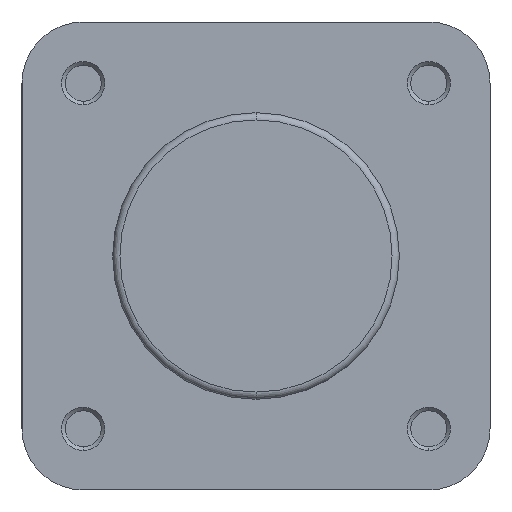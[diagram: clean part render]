
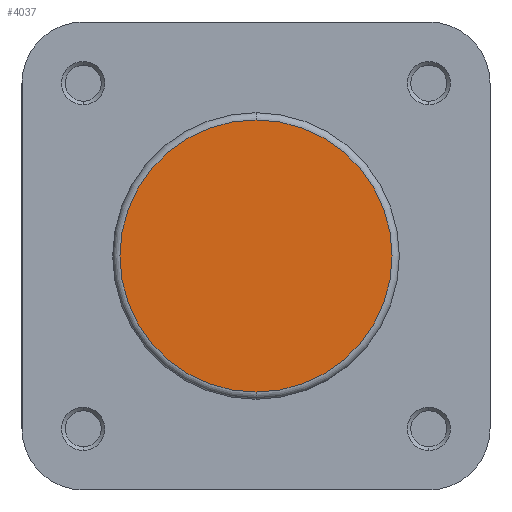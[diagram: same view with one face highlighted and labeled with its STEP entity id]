
A CAD part, left-side view. The second image highlights one B-rep face of the part: STEP entity #4037.
In plain terms, the highlighted planar face has unit normal (-1, 0, 0).
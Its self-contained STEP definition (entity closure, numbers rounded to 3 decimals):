
#264 = VERTEX_POINT ( 'NONE', #4862 ) ;
#267 = VERTEX_POINT ( 'NONE', #4865 ) ;
#517 = ORIENTED_EDGE ( 'NONE', *, *, #1461, .T. ) ;
#518 = ORIENTED_EDGE ( 'NONE', *, *, #1522, .T. ) ;
#1010 = CIRCLE ( 'NONE', #1913, 18.9 ) ;
#1103 = CIRCLE ( 'NONE', #1942, 18.9 ) ;
#1461 = EDGE_CURVE ( 'NONE', #264, #267, #1010, .T. ) ;
#1522 = EDGE_CURVE ( 'NONE', #267, #264, #1103, .T. ) ;
#1913 = AXIS2_PLACEMENT_3D ( 'NONE', #4963, #4964, #4965 ) ;
#1942 = AXIS2_PLACEMENT_3D ( 'NONE', #5111, #5118, #5119 ) ;
#2261 = AXIS2_PLACEMENT_3D ( 'NONE', #3505, #3513, #3514 ) ;
#2764 = FACE_OUTER_BOUND ( 'NONE', #4288, .T. ) ;
#3498 = PLANE ( 'NONE',  #2261 ) ;
#3505 = CARTESIAN_POINT ( 'NONE',  ( 21., 19.9, 0. ) ) ;
#3513 = DIRECTION ( 'NONE',  ( 1., 0., 0. ) ) ;
#3514 = DIRECTION ( 'NONE',  ( 0., 0., -1. ) ) ;
#4037 = ADVANCED_FACE ( 'NONE', ( #2764 ), #3498, .F. ) ;
#4288 = EDGE_LOOP ( 'NONE', ( #518, #517 ) ) ;
#4862 = CARTESIAN_POINT ( 'NONE',  ( 21., 0., 18.9 ) ) ;
#4865 = CARTESIAN_POINT ( 'NONE',  ( 21., 0., -18.9 ) ) ;
#4963 = CARTESIAN_POINT ( 'NONE',  ( 21., 0., 0. ) ) ;
#4964 = DIRECTION ( 'NONE',  ( -1., 0., 0. ) ) ;
#4965 = DIRECTION ( 'NONE',  ( 0., 0., -1. ) ) ;
#5111 = CARTESIAN_POINT ( 'NONE',  ( 21., 0., 0. ) ) ;
#5118 = DIRECTION ( 'NONE',  ( -1., 0., 0. ) ) ;
#5119 = DIRECTION ( 'NONE',  ( 0., 0., -1. ) ) ;
